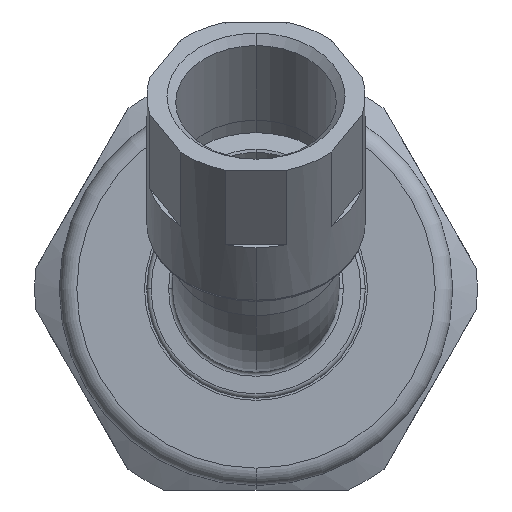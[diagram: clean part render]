
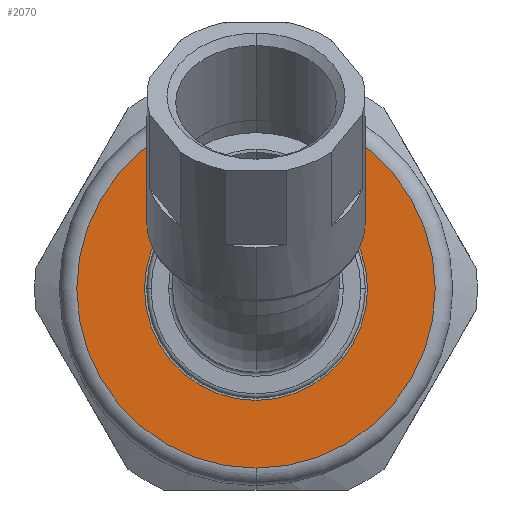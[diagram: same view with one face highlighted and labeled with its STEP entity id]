
A CAD part, left-side view. The second image highlights one B-rep face of the part: STEP entity #2070.
In plain terms, the highlighted planar face has unit normal (-1, 0, 0).
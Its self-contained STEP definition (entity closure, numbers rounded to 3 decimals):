
#82 = DIRECTION ( 'NONE',  ( -1., 0., 0. ) ) ;
#186 = CARTESIAN_POINT ( 'NONE',  ( -6.13, 0., 0. ) ) ;
#462 = AXIS2_PLACEMENT_3D ( 'NONE', #3049, #1444, #3309 ) ;
#550 = CARTESIAN_POINT ( 'NONE',  ( -6.13, 0., 0. ) ) ;
#622 = PLANE ( 'NONE',  #3302 ) ;
#652 = EDGE_CURVE ( 'NONE', #840, #2421, #3304, .T. ) ;
#798 = FACE_OUTER_BOUND ( 'NONE', #2277, .T. ) ;
#825 = DIRECTION ( 'NONE',  ( 0., 0., -1. ) ) ;
#840 = VERTEX_POINT ( 'NONE', #1407 ) ;
#884 = CIRCLE ( 'NONE', #462, 20.5 ) ;
#894 = CARTESIAN_POINT ( 'NONE',  ( -6.13, 0., 0. ) ) ;
#996 = ORIENTED_EDGE ( 'NONE', *, *, #652, .F. ) ;
#1397 = CARTESIAN_POINT ( 'NONE',  ( -6.13, 0., -12.75 ) ) ;
#1407 = CARTESIAN_POINT ( 'NONE',  ( -6.13, 0., 20.5 ) ) ;
#1433 = ORIENTED_EDGE ( 'NONE', *, *, #2968, .T. ) ;
#1444 = DIRECTION ( 'NONE',  ( 1., 0., 0. ) ) ;
#1510 = VERTEX_POINT ( 'NONE', #3374 ) ;
#1585 = DIRECTION ( 'NONE',  ( 1., 0., 0. ) ) ;
#1811 = DIRECTION ( 'NONE',  ( 1., 0., 0. ) ) ;
#1852 = ORIENTED_EDGE ( 'NONE', *, *, #2563, .F. ) ;
#1974 = DIRECTION ( 'NONE',  ( 0., 0., 1. ) ) ;
#2002 = VERTEX_POINT ( 'NONE', #1397 ) ;
#2014 = AXIS2_PLACEMENT_3D ( 'NONE', #3180, #1585, #3457 ) ;
#2070 = ADVANCED_FACE ( 'NONE', ( #2152, #798 ), #622, .T. ) ;
#2152 = FACE_BOUND ( 'NONE', #2942, .T. ) ;
#2277 = EDGE_LOOP ( 'NONE', ( #1852, #996 ) ) ;
#2313 = ORIENTED_EDGE ( 'NONE', *, *, #3333, .T. ) ;
#2342 = CIRCLE ( 'NONE', #2014, 12.75 ) ;
#2421 = VERTEX_POINT ( 'NONE', #2702 ) ;
#2428 = DIRECTION ( 'NONE',  ( 1., 0., 0. ) ) ;
#2563 = EDGE_CURVE ( 'NONE', #2421, #840, #884, .T. ) ;
#2644 = CIRCLE ( 'NONE', #3413, 12.75 ) ;
#2702 = CARTESIAN_POINT ( 'NONE',  ( -6.13, 0., -20.5 ) ) ;
#2807 = AXIS2_PLACEMENT_3D ( 'NONE', #186, #1811, #3422 ) ;
#2942 = EDGE_LOOP ( 'NONE', ( #1433, #2313 ) ) ;
#2968 = EDGE_CURVE ( 'NONE', #2002, #1510, #2644, .T. ) ;
#3049 = CARTESIAN_POINT ( 'NONE',  ( -6.13, 0., 0. ) ) ;
#3180 = CARTESIAN_POINT ( 'NONE',  ( -6.13, 0., 0. ) ) ;
#3302 = AXIS2_PLACEMENT_3D ( 'NONE', #894, #82, #1974 ) ;
#3304 = CIRCLE ( 'NONE', #2807, 20.5 ) ;
#3309 = DIRECTION ( 'NONE',  ( 0., 0., -1. ) ) ;
#3333 = EDGE_CURVE ( 'NONE', #1510, #2002, #2342, .T. ) ;
#3374 = CARTESIAN_POINT ( 'NONE',  ( -6.13, 0., 12.75 ) ) ;
#3413 = AXIS2_PLACEMENT_3D ( 'NONE', #550, #2428, #825 ) ;
#3422 = DIRECTION ( 'NONE',  ( 0., 0., -1. ) ) ;
#3457 = DIRECTION ( 'NONE',  ( 0., 0., -1. ) ) ;
